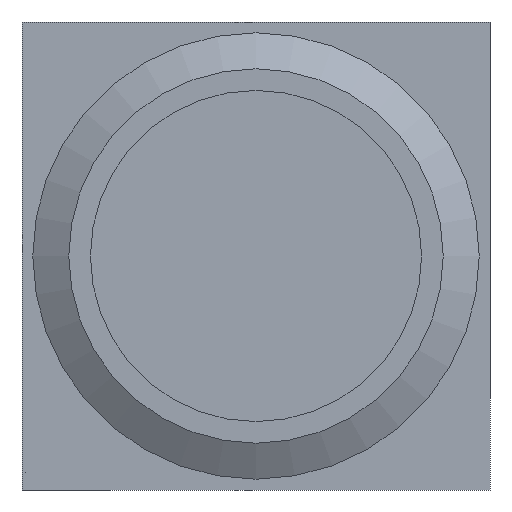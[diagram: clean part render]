
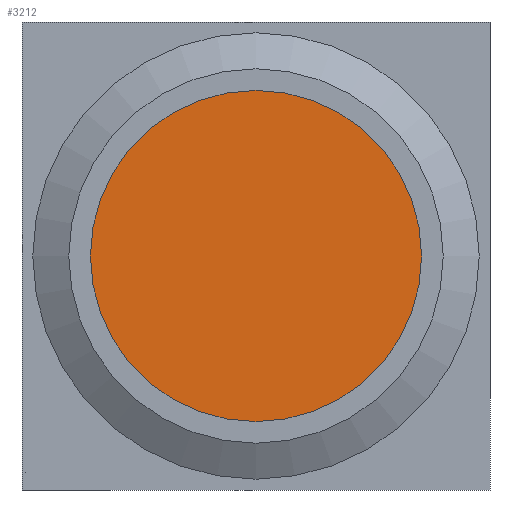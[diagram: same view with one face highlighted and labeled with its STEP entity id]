
A CAD part, front view. The second image highlights one B-rep face of the part: STEP entity #3212.
In plain terms, the highlighted planar face has unit normal (0, -1, 0).
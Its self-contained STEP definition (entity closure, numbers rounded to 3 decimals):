
#1870 = CYLINDRICAL_SURFACE('',#1871,2.3);
#1871 = AXIS2_PLACEMENT_3D('',#1872,#1873,#1874);
#1872 = CARTESIAN_POINT('',(0.,-9.5,0.));
#1873 = DIRECTION('',(0.,1.,0.));
#1874 = DIRECTION('',(-1.,0.,0.));
#2759 = VERTEX_POINT('',#2760);
#2760 = CARTESIAN_POINT('',(-2.3,-1.4,0.));
#2783 = EDGE_CURVE('',#2759,#2759,#2784,.T.);
#2784 = SURFACE_CURVE('',#2785,(#2790,#2797),.PCURVE_S1.);
#2785 = CIRCLE('',#2786,2.3);
#2786 = AXIS2_PLACEMENT_3D('',#2787,#2788,#2789);
#2787 = CARTESIAN_POINT('',(0.,-1.4,0.));
#2788 = DIRECTION('',(0.,1.,-0.));
#2789 = DIRECTION('',(-1.,0.,0.));
#2790 = PCURVE('',#1870,#2791);
#2791 = DEFINITIONAL_REPRESENTATION('',(#2792),#2796);
#2792 = LINE('',#2793,#2794);
#2793 = CARTESIAN_POINT('',(0.,8.1));
#2794 = VECTOR('',#2795,1.);
#2795 = DIRECTION('',(1.,0.));
#2796 = ( GEOMETRIC_REPRESENTATION_CONTEXT(2) 
PARAMETRIC_REPRESENTATION_CONTEXT() REPRESENTATION_CONTEXT('2D SPACE',''
  ) );
#2797 = PCURVE('',#2798,#2803);
#2798 = PLANE('',#2799);
#2799 = AXIS2_PLACEMENT_3D('',#2800,#2801,#2802);
#2800 = CARTESIAN_POINT('',(-3.25,-1.4,3.25));
#2801 = DIRECTION('',(0.,1.,0.));
#2802 = DIRECTION('',(0.,0.,-1.));
#2803 = DEFINITIONAL_REPRESENTATION('',(#2804),#2808);
#2804 = CIRCLE('',#2805,2.3);
#2805 = AXIS2_PLACEMENT_2D('',#2806,#2807);
#2806 = CARTESIAN_POINT('',(3.25,-3.25));
#2807 = DIRECTION('',(0.,1.));
#2808 = ( GEOMETRIC_REPRESENTATION_CONTEXT(2) 
PARAMETRIC_REPRESENTATION_CONTEXT() REPRESENTATION_CONTEXT('2D SPACE',''
  ) );
#3212 = ADVANCED_FACE('',(#3213),#2798,.F.);
#3213 = FACE_BOUND('',#3214,.F.);
#3214 = EDGE_LOOP('',(#3215));
#3215 = ORIENTED_EDGE('',*,*,#2783,.T.);
